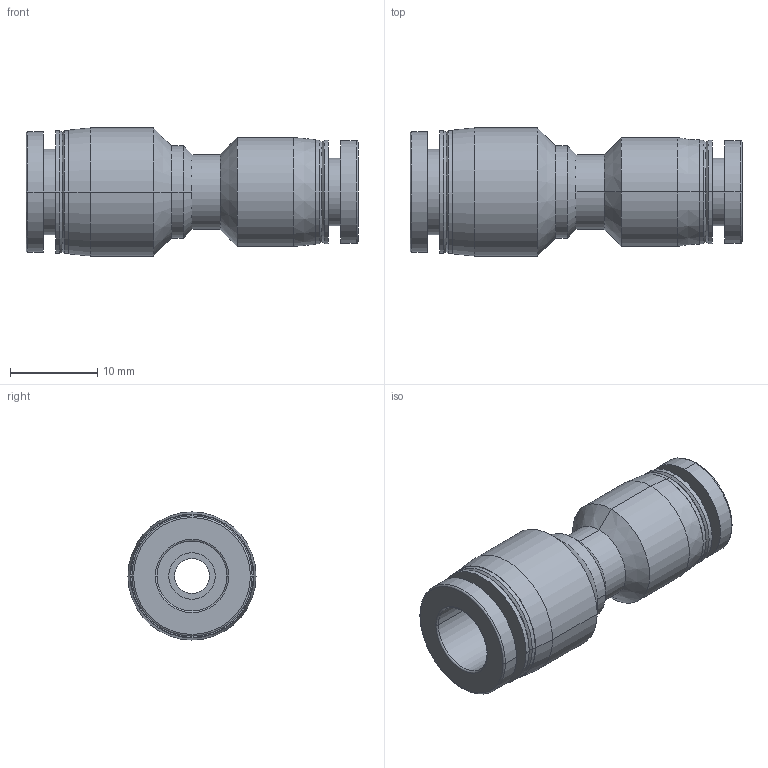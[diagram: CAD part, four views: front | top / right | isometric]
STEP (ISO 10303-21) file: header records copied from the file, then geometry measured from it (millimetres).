
FILE_DESCRIPTION (( 'STEP AP214' ), '1' );
FILE_NAME ('φ8 - φ6 Reducing Straight Connector减径直通接头.step', '2016-10-28T04:20:47', ( 'dell' ), ( '' ), 'SwSTEP 2.0', 'SolidWorks 2013', '' );
FILE_SCHEMA (( 'AUTOMOTIVE_DESIGN' ));
Length unit declared in the file: millimetre
Products named in the file (1): 耳8 - 耳6 Reducing Straight Connector熬噤眻籵諉芛
Bounding box: 38.1 x 14.7 x 14.7 mm (x, y, z)
Volume: 3181.3 mm3; surface area: 2882.6 mm2
Topology: 1 solids, 1 shells, 69 faces, 140 edges, 82 vertices
Faces by surface type: cylinder 32, cone 18, plane 11, torus 8
Entity records: 1850 total; most frequent: DIRECTION 370, CARTESIAN_POINT 292, ORIENTED_EDGE 280, AXIS2_PLACEMENT_3D 160, EDGE_CURVE 140, CIRCLE 90, VERTEX_POINT 82, EDGE_LOOP 80
